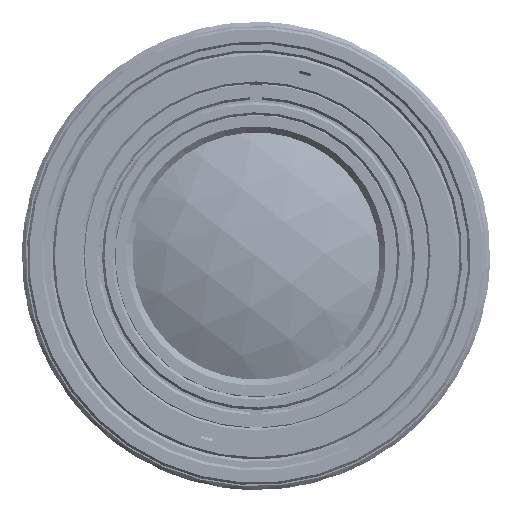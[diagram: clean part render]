
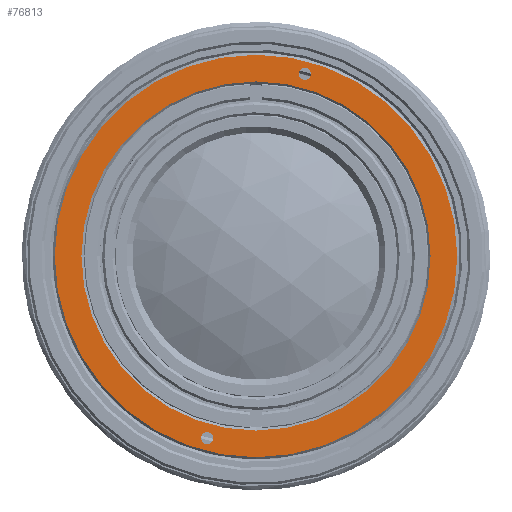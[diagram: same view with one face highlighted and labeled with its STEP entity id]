
A CAD part, left-side view. The second image highlights one B-rep face of the part: STEP entity #76813.
In plain terms, the highlighted planar face has unit normal (-1, 0, 0).
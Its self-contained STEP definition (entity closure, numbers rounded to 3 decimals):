
#762 = DIRECTION ( 'NONE',  ( -1., 0., 0. ) ) ;
#1275 = CARTESIAN_POINT ( 'NONE',  ( -21.582, -4.025, 15.02 ) ) ;
#1804 = DIRECTION ( 'NONE',  ( 0., 0., 1. ) ) ;
#1902 = CARTESIAN_POINT ( 'NONE',  ( -21.582, -4.025, 14.52 ) ) ;
#2129 = ORIENTED_EDGE ( 'NONE', *, *, #44879, .F. ) ;
#2240 = AXIS2_PLACEMENT_3D ( 'NONE', #63597, #7394, #26245 ) ;
#2254 = CIRCLE ( 'NONE', #74241, 0.5 ) ;
#2474 = CARTESIAN_POINT ( 'NONE',  ( -21.582, 0., 14.4 ) ) ;
#5479 = VERTEX_POINT ( 'NONE', #36444 ) ;
#6776 = FACE_BOUND ( 'NONE', #48854, .T. ) ;
#6988 = DIRECTION ( 'NONE',  ( -1., 0., 0. ) ) ;
#7048 = ORIENTED_EDGE ( 'NONE', *, *, #54900, .F. ) ;
#7394 = DIRECTION ( 'NONE',  ( -1., 0., 0. ) ) ;
#7461 = AXIS2_PLACEMENT_3D ( 'NONE', #38923, #6988, #1804 ) ;
#7515 = DIRECTION ( 'NONE',  ( -1., 0., 0. ) ) ;
#7759 = PLANE ( 'NONE',  #54410 ) ;
#7986 = DIRECTION ( 'NONE',  ( 0., 0., 1. ) ) ;
#8705 = FACE_OUTER_BOUND ( 'NONE', #77087, .T. ) ;
#9034 = CARTESIAN_POINT ( 'NONE',  ( -21.582, 4.025, -15.02 ) ) ;
#10189 = ORIENTED_EDGE ( 'NONE', *, *, #59516, .T. ) ;
#11841 = CIRCLE ( 'NONE', #2240, 14.4 ) ;
#12423 = ORIENTED_EDGE ( 'NONE', *, *, #48182, .F. ) ;
#14220 = EDGE_CURVE ( 'NONE', #72574, #37950, #33514, .T. ) ;
#16442 = DIRECTION ( 'NONE',  ( -1., 0., 0. ) ) ;
#18674 = CARTESIAN_POINT ( 'NONE',  ( -21.582, 0., 0. ) ) ;
#20331 = DIRECTION ( 'NONE',  ( 0., 0., 1. ) ) ;
#23606 = DIRECTION ( 'NONE',  ( -1., 0., 0. ) ) ;
#25456 = EDGE_LOOP ( 'NONE', ( #7048, #12423 ) ) ;
#25884 = AXIS2_PLACEMENT_3D ( 'NONE', #18674, #23606, #80025 ) ;
#26245 = DIRECTION ( 'NONE',  ( 0., 0., 1. ) ) ;
#28418 = CIRCLE ( 'NONE', #42490, 0.5 ) ;
#31481 = ORIENTED_EDGE ( 'NONE', *, *, #46299, .F. ) ;
#33514 = CIRCLE ( 'NONE', #41400, 0.5 ) ;
#34424 = ORIENTED_EDGE ( 'NONE', *, *, #14220, .F. ) ;
#36444 = CARTESIAN_POINT ( 'NONE',  ( -21.582, 0., -16.6 ) ) ;
#37000 = CARTESIAN_POINT ( 'NONE',  ( -21.582, 4.025, -14.52 ) ) ;
#37950 = VERTEX_POINT ( 'NONE', #37000 ) ;
#38046 = CARTESIAN_POINT ( 'NONE',  ( -21.582, 4.025, -15.52 ) ) ;
#38923 = CARTESIAN_POINT ( 'NONE',  ( -21.582, 0., 0. ) ) ;
#39657 = CARTESIAN_POINT ( 'NONE',  ( -21.582, 0., 0. ) ) ;
#40744 = DIRECTION ( 'NONE',  ( 0., 0., 1. ) ) ;
#41400 = AXIS2_PLACEMENT_3D ( 'NONE', #69752, #762, #75470 ) ;
#41627 = CIRCLE ( 'NONE', #64353, 16.6 ) ;
#42021 = VERTEX_POINT ( 'NONE', #69184 ) ;
#42490 = AXIS2_PLACEMENT_3D ( 'NONE', #47559, #16442, #40744 ) ;
#43894 = FACE_BOUND ( 'NONE', #25456, .T. ) ;
#44879 = EDGE_CURVE ( 'NONE', #37950, #72574, #2254, .T. ) ;
#45923 = DIRECTION ( 'NONE',  ( -1., 0., 0. ) ) ;
#46234 = DIRECTION ( 'NONE',  ( -1., 0., 0. ) ) ;
#46299 = EDGE_CURVE ( 'NONE', #66546, #42021, #11841, .T. ) ;
#47559 = CARTESIAN_POINT ( 'NONE',  ( -21.582, -4.025, 15.02 ) ) ;
#48182 = EDGE_CURVE ( 'NONE', #54459, #56043, #28418, .T. ) ;
#48198 = CIRCLE ( 'NONE', #7461, 14.4 ) ;
#48854 = EDGE_LOOP ( 'NONE', ( #2129, #34424 ) ) ;
#51043 = CARTESIAN_POINT ( 'NONE',  ( -21.582, 0., 16.6 ) ) ;
#51168 = DIRECTION ( 'NONE',  ( 0., 0., 1. ) ) ;
#52834 = ORIENTED_EDGE ( 'NONE', *, *, #65598, .T. ) ;
#54410 = AXIS2_PLACEMENT_3D ( 'NONE', #57436, #46234, #20331 ) ;
#54459 = VERTEX_POINT ( 'NONE', #1902 ) ;
#54668 = CIRCLE ( 'NONE', #79249, 0.5 ) ;
#54900 = EDGE_CURVE ( 'NONE', #56043, #54459, #54668, .T. ) ;
#56043 = VERTEX_POINT ( 'NONE', #59239 ) ;
#57436 = CARTESIAN_POINT ( 'NONE',  ( -21.582, 14.4, 0. ) ) ;
#57828 = ORIENTED_EDGE ( 'NONE', *, *, #62349, .F. ) ;
#59239 = CARTESIAN_POINT ( 'NONE',  ( -21.582, -4.025, 15.52 ) ) ;
#59516 = EDGE_CURVE ( 'NONE', #68267, #5479, #41627, .T. ) ;
#60095 = EDGE_LOOP ( 'NONE', ( #31481, #57828 ) ) ;
#62349 = EDGE_CURVE ( 'NONE', #42021, #66546, #48198, .T. ) ;
#63597 = CARTESIAN_POINT ( 'NONE',  ( -21.582, 0., 0. ) ) ;
#63651 = DIRECTION ( 'NONE',  ( 0., 0., 1. ) ) ;
#63912 = DIRECTION ( 'NONE',  ( -1., 0., 0. ) ) ;
#64353 = AXIS2_PLACEMENT_3D ( 'NONE', #39657, #45923, #63651 ) ;
#65598 = EDGE_CURVE ( 'NONE', #5479, #68267, #80668, .T. ) ;
#66546 = VERTEX_POINT ( 'NONE', #2474 ) ;
#68267 = VERTEX_POINT ( 'NONE', #51043 ) ;
#69184 = CARTESIAN_POINT ( 'NONE',  ( -21.582, 0., -14.4 ) ) ;
#69752 = CARTESIAN_POINT ( 'NONE',  ( -21.582, 4.025, -15.02 ) ) ;
#71185 = FACE_BOUND ( 'NONE', #60095, .T. ) ;
#72574 = VERTEX_POINT ( 'NONE', #38046 ) ;
#74241 = AXIS2_PLACEMENT_3D ( 'NONE', #9034, #63912, #7986 ) ;
#75470 = DIRECTION ( 'NONE',  ( 0., 0., 1. ) ) ;
#76813 = ADVANCED_FACE ( 'NONE', ( #43894, #6776, #8705, #71185 ), #7759, .T. ) ;
#77087 = EDGE_LOOP ( 'NONE', ( #52834, #10189 ) ) ;
#79249 = AXIS2_PLACEMENT_3D ( 'NONE', #1275, #7515, #51168 ) ;
#80025 = DIRECTION ( 'NONE',  ( 0., 0., 1. ) ) ;
#80668 = CIRCLE ( 'NONE', #25884, 16.6 ) ;
